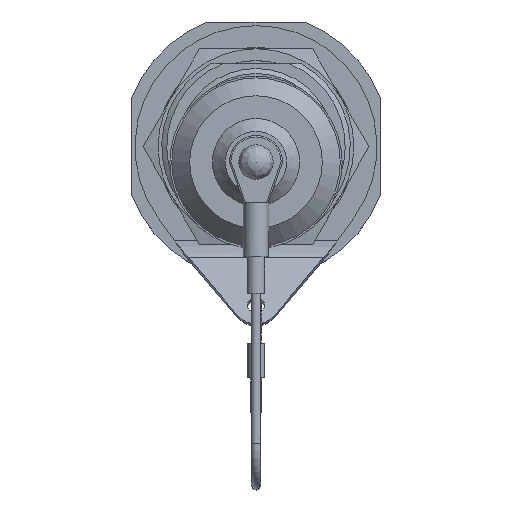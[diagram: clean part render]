
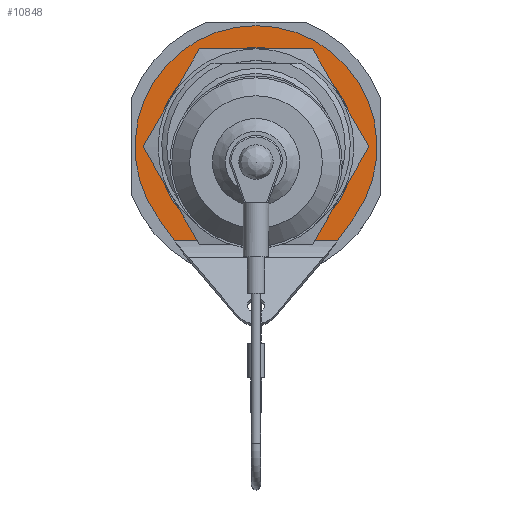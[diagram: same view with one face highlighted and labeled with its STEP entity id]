
A CAD part, top view. The second image highlights one B-rep face of the part: STEP entity #10848.
In plain terms, the highlighted face is planar.
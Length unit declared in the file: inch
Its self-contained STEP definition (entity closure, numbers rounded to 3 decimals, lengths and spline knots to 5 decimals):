
#88 = VECTOR ( 'NONE', #12051, 39.37008 ) ;
#435 = DIRECTION ( 'NONE',  ( 0., 0.009, 1. ) ) ;
#1195 = CARTESIAN_POINT ( 'NONE',  ( -0.71453, -0.51041, -0.00154 ) ) ;
#1290 = CARTESIAN_POINT ( 'NONE',  ( -0.63195, -0.62606, -0.00052 ) ) ;
#1351 = ORIENTED_EDGE ( 'NONE', *, *, #6499, .F. ) ;
#1513 = EDGE_CURVE ( 'NONE', #2800, #11533, #12610, .T. ) ;
#1534 = CARTESIAN_POINT ( 'NONE',  ( 0.63195, -0.62606, -0.00052 ) ) ;
#1936 = VERTEX_POINT ( 'NONE', #10382 ) ;
#2029 = VERTEX_POINT ( 'NONE', #12373 ) ;
#2413 = EDGE_LOOP ( 'NONE', ( #5227, #9603, #1351, #12133, #13262, #12602 ) ) ;
#2800 = VERTEX_POINT ( 'NONE', #5701 ) ;
#2880 = PLANE ( 'NONE',  #5140 ) ;
#3297 = CARTESIAN_POINT ( 'NONE',  ( -0.67324, -0.56824, -0.00103 ) ) ;
#3410 = EDGE_CURVE ( 'NONE', #2029, #13238, #9846, .T. ) ;
#3730 = VECTOR ( 'NONE', #8551, 39.37008 ) ;
#3893 = CARTESIAN_POINT ( 'NONE',  ( 0., -0.00021, -0.00606 ) ) ;
#4045 = LINE ( 'NONE', #7475, #3730 ) ;
#4228 = DIRECTION ( 'NONE',  ( 0., 1., -0.009 ) ) ;
#4579 = CARTESIAN_POINT ( 'NONE',  ( -0.71453, -0.51041, -0.00154 ) ) ;
#4926 = DIRECTION ( 'NONE',  ( 0., 0.009, 1. ) ) ;
#4950 = EDGE_CURVE ( 'NONE', #5397, #2800, #4045, .T. ) ;
#5140 = AXIS2_PLACEMENT_3D ( 'NONE', #3893, #4926, #12239 ) ;
#5227 = ORIENTED_EDGE ( 'NONE', *, *, #1513, .T. ) ;
#5397 = VERTEX_POINT ( 'NONE', #8430 ) ;
#5648 = CARTESIAN_POINT ( 'NONE',  ( 0.71453, -0.51041, -0.00154 ) ) ;
#5701 = CARTESIAN_POINT ( 'NONE',  ( 0.22558, -0.6834, 0.00001 ) ) ;
#5776 = CARTESIAN_POINT ( 'NONE',  ( 0., -0.68388, -0.00001 ) ) ;
#5919 = CARTESIAN_POINT ( 'NONE',  ( 0., -0.00021, -0.00606 ) ) ;
#6138 = AXIS2_PLACEMENT_3D ( 'NONE', #6578, #435, #7624 ) ;
#6499 = EDGE_CURVE ( 'NONE', #13238, #1936, #11014, .T. ) ;
#6578 = CARTESIAN_POINT ( 'NONE',  ( 0., -0.00021, -0.00606 ) ) ;
#7373 = CARTESIAN_POINT ( 'NONE',  ( -0.22558, -0.6834, 0.00001 ) ) ;
#7412 = FACE_OUTER_BOUND ( 'NONE', #2413, .T. ) ;
#7475 = CARTESIAN_POINT ( 'NONE',  ( 0., -0.68388, -0.00001 ) ) ;
#7624 = DIRECTION ( 'NONE',  ( 0., 1., -0.009 ) ) ;
#8430 = CARTESIAN_POINT ( 'NONE',  ( 0.59064, -0.68387, -0.00001 ) ) ;
#8505 = CARTESIAN_POINT ( 'NONE',  ( -0.59064, -0.68387, -0.00001 ) ) ;
#8551 = DIRECTION ( 'NONE',  ( -1., 0., 0. ) ) ;
#8759 = CARTESIAN_POINT ( 'NONE',  ( 0.59064, -0.68387, -0.00001 ) ) ;
#8963 = EDGE_CURVE ( 'NONE', #11533, #1936, #10786, .T. ) ;
#9603 = ORIENTED_EDGE ( 'NONE', *, *, #8963, .T. ) ;
#9846 = CIRCLE ( 'NONE', #6138, 0.878 ) ;
#10382 = CARTESIAN_POINT ( 'NONE',  ( -0.59064, -0.68387, -0.00001 ) ) ;
#10786 = LINE ( 'NONE', #5776, #88 ) ;
#10848 = ADVANCED_FACE ( 'NONE', ( #7412 ), #2880, .F. ) ;
#11014 = B_SPLINE_CURVE_WITH_KNOTS ( 'NONE', 3,
 ( #1195, #3297, #1290, #8505 ),
 .UNSPECIFIED., .F., .F.,
 ( 4, 4 ),
 ( 0., 1. ),
 .UNSPECIFIED. ) ;
#11458 = B_SPLINE_CURVE_WITH_KNOTS ( 'NONE', 3,
 ( #8759, #1534, #11914, #5648 ),
 .UNSPECIFIED., .F., .F.,
 ( 4, 4 ),
 ( 0., 1. ),
 .UNSPECIFIED. ) ;
#11513 = DIRECTION ( 'NONE',  ( 0., 0.009, 1. ) ) ;
#11533 = VERTEX_POINT ( 'NONE', #7373 ) ;
#11914 = CARTESIAN_POINT ( 'NONE',  ( 0.67324, -0.56824, -0.00103 ) ) ;
#12051 = DIRECTION ( 'NONE',  ( -1., 0., 0. ) ) ;
#12133 = ORIENTED_EDGE ( 'NONE', *, *, #3410, .F. ) ;
#12219 = EDGE_CURVE ( 'NONE', #5397, #2029, #11458, .T. ) ;
#12239 = DIRECTION ( 'NONE',  ( 1., 0., 0. ) ) ;
#12373 = CARTESIAN_POINT ( 'NONE',  ( 0.71453, -0.51041, -0.00154 ) ) ;
#12602 = ORIENTED_EDGE ( 'NONE', *, *, #4950, .T. ) ;
#12610 = CIRCLE ( 'NONE', #12932, 0.72 ) ;
#12932 = AXIS2_PLACEMENT_3D ( 'NONE', #5919, #11513, #4228 ) ;
#13238 = VERTEX_POINT ( 'NONE', #4579 ) ;
#13262 = ORIENTED_EDGE ( 'NONE', *, *, #12219, .F. ) ;
